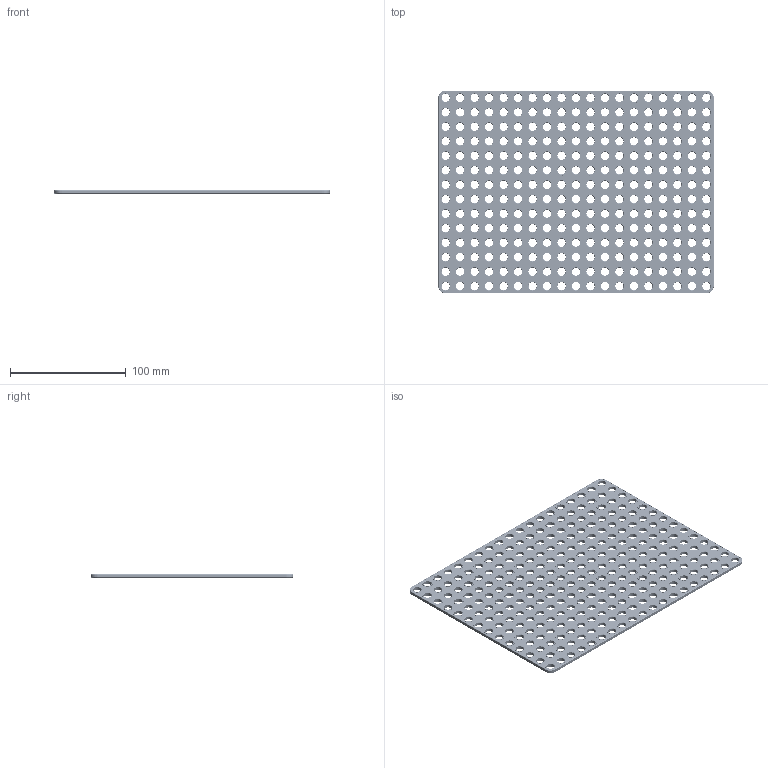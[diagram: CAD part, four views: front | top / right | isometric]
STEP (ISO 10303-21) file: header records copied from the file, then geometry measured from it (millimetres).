
FILE_DESCRIPTION(('FreeCAD Model'),'2;1');
FILE_NAME('Open CASCADE Shape Model','2024-10-09T00:29:22',(''),(''), 'Open CASCADE STEP processor 7.7','FreeCAD','Unknown');
FILE_SCHEMA(('AUTOMOTIVE_DESIGN { 1 0 10303 214 1 1 1 1 }'));
Length unit declared in the file: millimetre
Products named in the file (1): Plate RCT CRNR BU19x14x00.25 - SPN-PLT-0233 (stemfie.org)
Bounding box: 237.5 x 175 x 3.12 mm (x, y, z)
Volume: 92533.6 mm3; surface area: 82829.2 mm2
Topology: 1 solids, 1 shells, 1851 faces, 4108 edges, 2556 vertices
Faces by surface type: plane 595, cylinder 540, cone 540, extrusion 176
Full cylindrical faces by diameter (mm): 7 x266, 9.2 x266
Entity records: 52700 total; most frequent: CARTESIAN_POINT 9936, DIRECTION 8904, ORIENTED_EDGE 8216, EDGE_CURVE 4108, AXIS2_PLACEMENT_3D 3296, FACE_BOUND 2680, EDGE_LOOP 2680, VERTEX_POINT 2556
